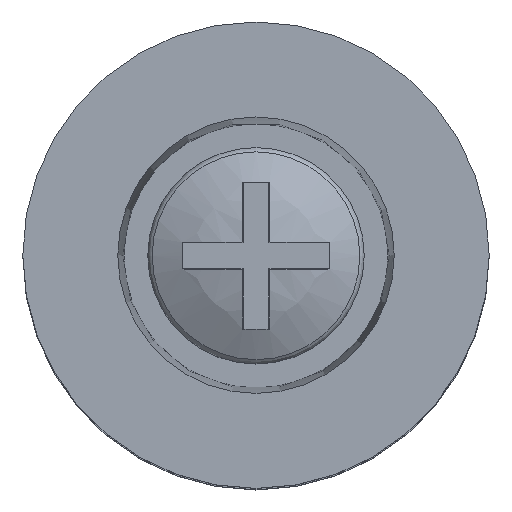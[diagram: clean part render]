
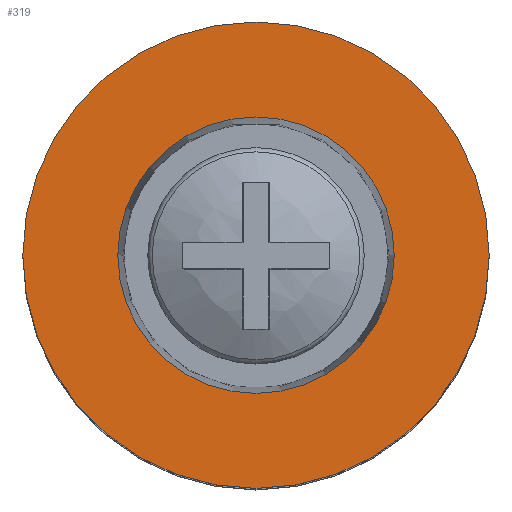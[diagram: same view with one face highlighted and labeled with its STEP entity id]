
A CAD part, top view. The second image highlights one B-rep face of the part: STEP entity #319.
In plain terms, the highlighted planar face has unit normal (0, 0, 1).
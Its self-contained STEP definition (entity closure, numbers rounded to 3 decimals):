
#264=FACE_BOUND('',#461,.T.);
#265=FACE_BOUND('',#462,.T.);
#319=ADVANCED_FACE('',(#264,#265),#371,.F.);
#371=PLANE('',#1014);
#461=EDGE_LOOP('',(#619));
#462=EDGE_LOOP('',(#620));
#619=ORIENTED_EDGE('',*,*,#868,.F.);
#620=ORIENTED_EDGE('',*,*,#869,.T.);
#770=VERTEX_POINT('',#1495);
#771=VERTEX_POINT('',#1498);
#868=EDGE_CURVE('',#770,#770,#940,.T.);
#869=EDGE_CURVE('',#771,#771,#941,.T.);
#940=CIRCLE('',#1011,3.193);
#941=CIRCLE('',#1013,5.388);
#1011=AXIS2_PLACEMENT_3D('',#1494,#1189,#1190);
#1013=AXIS2_PLACEMENT_3D('',#1497,#1193,#1194);
#1014=AXIS2_PLACEMENT_3D('',#1499,#1195,#1196);
#1189=DIRECTION('',(0.,0.,1.));
#1190=DIRECTION('',(-1.,0.,0.));
#1193=DIRECTION('',(0.,0.,1.));
#1194=DIRECTION('',(-1.,0.,0.));
#1195=DIRECTION('',(0.,0.,-1.));
#1196=DIRECTION('',(1.,0.,0.));
#1494=CARTESIAN_POINT('',(98.,-76.,-4.2));
#1495=CARTESIAN_POINT('',(94.807,-76.,-4.2));
#1497=CARTESIAN_POINT('',(98.,-76.,-4.2));
#1498=CARTESIAN_POINT('',(92.612,-76.,-4.2));
#1499=CARTESIAN_POINT('',(0.,0.,-4.2));
